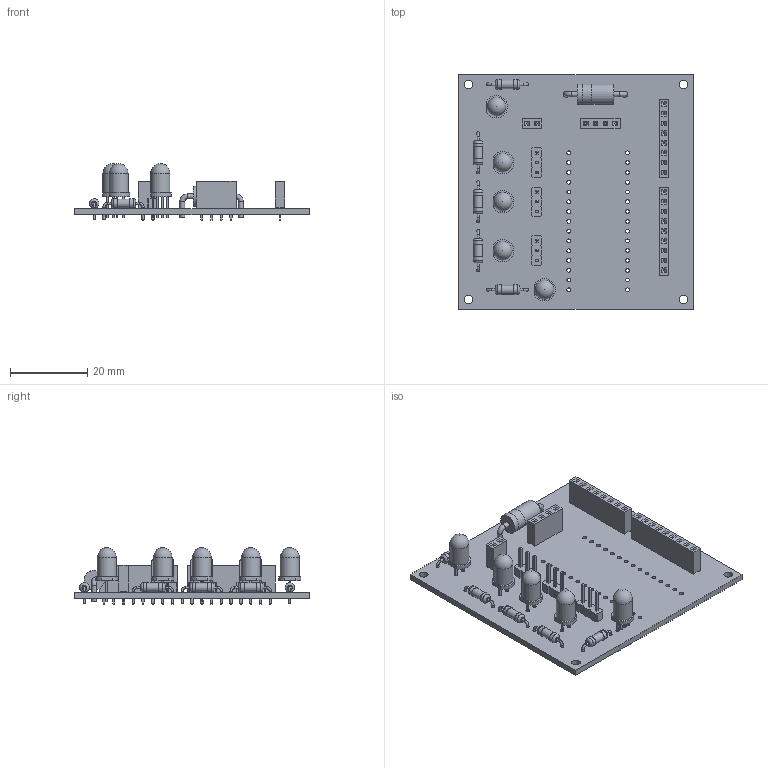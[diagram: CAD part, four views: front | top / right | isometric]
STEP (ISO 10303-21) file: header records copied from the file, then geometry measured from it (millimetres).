
FILE_DESCRIPTION(('KiCad electronic assembly'),'2;1');
FILE_NAME('Test Stand.step','2023-10-20T16:39:12',('Pcbnew'),('Kicad'), 'Open CASCADE STEP processor 7.6','KiCad to STEP converter','Unknown' );
FILE_SCHEMA(('AUTOMOTIVE_DESIGN { 1 0 10303 214 1 1 1 1 }'));
Length unit declared in the file: millimetre
Products named in the file (20): Test Stand 1; PinHeader_1x03_P2.54mm_Vertical; SOLID; PinSocket_1x09_P2.54mm_Vertical; LED_D5.0mm; R_Axial_DIN0207_L6.3mm_D2.5mm_P10.16mm_Horizontal; D_DO-201AD_P15.24mm_Horizontal; LED_D5.0mm-4_RGB; PinSocket_1x02_P2.54mm_Vertical; PinSocket_1x08_P2.54mm_Vertical; PinSocket_1x04_P2.54mm_Vertical; Test Stand PCB
Assembly tree (28 placements, depth 3):
  Test Stand 1
    PinHeader_1x03_P2.54mm_Vertical  x3
      SOLID
    PinSocket_1x09_P2.54mm_Vertical
      SOLID
    LED_D5.0mm  x4
      SOLID
    R_Axial_DIN0207_L6.3mm_D2.5mm_P10.16mm_Horizontal  x5
      SOLID
    D_DO-201AD_P15.24mm_Horizontal
      SOLID
    LED_D5.0mm-4_RGB
      SOLID
    PinSocket_1x02_P2.54mm_Vertical
      SOLID
    PinSocket_1x08_P2.54mm_Vertical
      SOLID
    PinSocket_1x04_P2.54mm_Vertical
      SOLID
    Test Stand PCB
Bounding box: 60.96 x 60.96 x 14.7 mm (x, y, z)
Volume: 8127.8 mm3; surface area: 11939.3 mm2
Topology: 19 solids, 19 shells, 1267 faces, 3117 edges, 2010 vertices
Faces by surface type: plane 1098, cylinder 142, torus 22, sphere 5
Full cylindrical faces by diameter (mm): 0.6 x20, 0.8 x10, 0.9 x12, 1 x62, 1.3 x4, 1.6 x2, 2.2 x4, 2.25 x5, 2.5 x10, 4.9 x4, 5 x1, 5.2 x2, 5.22 x1
Entity records: 70426 total; most frequent: CARTESIAN_POINT 11615, DIRECTION 9709, LINE 7186, VECTOR 7186, ORIENTED_EDGE 5084, PCURVE 5084, DEFINITIONAL_REPRESENTATION 5084, EDGE_CURVE 2542
